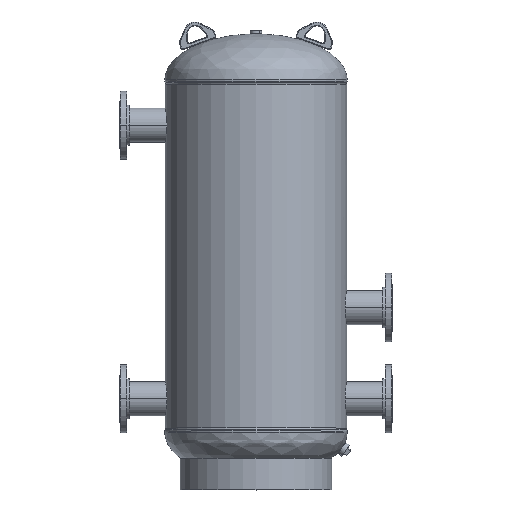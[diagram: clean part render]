
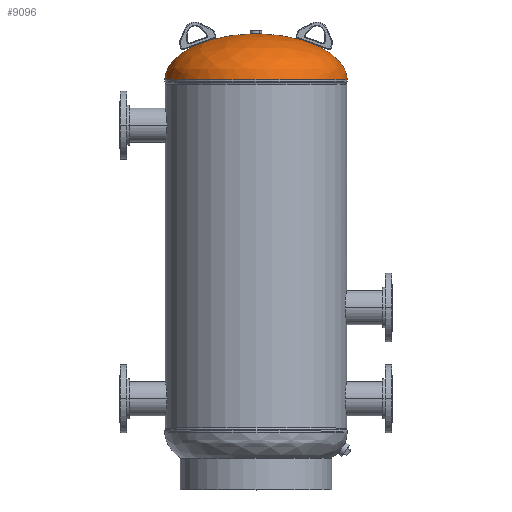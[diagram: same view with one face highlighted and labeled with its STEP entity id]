
A CAD part, top view. The second image highlights one B-rep face of the part: STEP entity #9096.
In plain terms, the highlighted free-form (B-spline) face has degree [3, 3] with [4, 4] control points.
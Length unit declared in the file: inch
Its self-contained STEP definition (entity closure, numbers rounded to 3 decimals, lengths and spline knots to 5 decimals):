
#275 = ORIENTED_EDGE ( 'NONE', *, *, #2478, .F. ) ;
#525 = CARTESIAN_POINT ( 'NONE',  ( 0.625, 6.62626, 0. ) ) ;
#625 = AXIS2_PLACEMENT_3D ( 'NONE', #2198, #7451, #4508 ) ;
#662 = CARTESIAN_POINT ( 'NONE',  ( 12., 3.97305, 0. ) ) ;
#703 = VERTEX_POINT ( 'NONE', #12831 ) ;
#728 = FACE_OUTER_BOUND ( 'NONE', #12543, .T. ) ;
#890 =( BOUNDED_SURFACE ( )  B_SPLINE_SURFACE ( 3, 3, ( 
 ( #525, #11175, #6064, #13457 ),
 ( #5992, #10266, #1587, #3747 ),
 ( #662, #3884, #2841, #7961 ),
 ( #12209, #10341, #5007, #9276 ) ),
 .UNSPECIFIED., .F., .F., .F. ) 
 B_SPLINE_SURFACE_WITH_KNOTS ( ( 4, 4 ),
 ( 4, 4 ),
 ( 0., 1. ),
 ( 0., 1. ),
 .UNSPECIFIED. ) 
 GEOMETRIC_REPRESENTATION_ITEM ( )  RATIONAL_B_SPLINE_SURFACE ( (
 ( 1., 0.333, 0.333, 1.),
 ( 0.817, 0.272, 0.272, 0.817),
 ( 0.817, 0.272, 0.272, 0.817),
 ( 1., 0.333, 0.333, 1.) ) ) 
 REPRESENTATION_ITEM ( '' )  SURFACE ( )  );
#1009 = CARTESIAN_POINT ( 'NONE',  ( 0., 0.56, 0. ) ) ;
#1249 = CARTESIAN_POINT ( 'NONE',  ( 12., 0.56, 0. ) ) ;
#1302 = CIRCLE ( 'NONE', #625, 0.625 ) ;
#1397 = CARTESIAN_POINT ( 'NONE',  ( 12., 3.97305, 0. ) ) ;
#1471 = CARTESIAN_POINT ( 'NONE',  ( 0., 6.62626, 0.625 ) ) ;
#1587 = CARTESIAN_POINT ( 'NONE',  ( -7.35823, 6.44849, 14.71646 ) ) ;
#1640 = EDGE_CURVE ( 'NONE', #7963, #703, #7514, .T. ) ;
#1680 = CARTESIAN_POINT ( 'NONE',  ( -7.35823, 6.44849, 0. ) ) ;
#2198 = CARTESIAN_POINT ( 'NONE',  ( 0., 6.62626, 0. ) ) ;
#2478 = EDGE_CURVE ( 'NONE', #7963, #3007, #5807, .T. ) ;
#2662 = CARTESIAN_POINT ( 'NONE',  ( -12., 3.97305, 0. ) ) ;
#2841 = CARTESIAN_POINT ( 'NONE',  ( -12., 3.97305, 24. ) ) ;
#3007 = VERTEX_POINT ( 'NONE', #1471 ) ;
#3029 = AXIS2_PLACEMENT_3D ( 'NONE', #1009, #5286, #11655 ) ;
#3296 = EDGE_CURVE ( 'NONE', #11049, #703, #9068, .T. ) ;
#3365 = DIRECTION ( 'NONE',  ( 0., 1., 0. ) ) ;
#3747 = CARTESIAN_POINT ( 'NONE',  ( -7.35823, 6.44849, 0. ) ) ;
#3884 = CARTESIAN_POINT ( 'NONE',  ( 12., 3.97305, 24. ) ) ;
#4508 = DIRECTION ( 'NONE',  ( 1., 0., 0. ) ) ;
#4549 = ORIENTED_EDGE ( 'NONE', *, *, #6679, .F. ) ;
#5007 = CARTESIAN_POINT ( 'NONE',  ( -12., 0.56, 24. ) ) ;
#5286 = DIRECTION ( 'NONE',  ( 0., -1., 0. ) ) ;
#5665 = CARTESIAN_POINT ( 'NONE',  ( 7.35823, 6.44849, 0. ) ) ;
#5766 = ORIENTED_EDGE ( 'NONE', *, *, #11592, .F. ) ;
#5807 = CIRCLE ( 'NONE', #12487, 0.625 ) ;
#5992 = CARTESIAN_POINT ( 'NONE',  ( 7.35823, 6.44849, 0. ) ) ;
#6064 = CARTESIAN_POINT ( 'NONE',  ( -0.625, 6.62626, 1.25 ) ) ;
#6679 = EDGE_CURVE ( 'NONE', #9226, #11049, #11804, .T. ) ;
#6798 = CARTESIAN_POINT ( 'NONE',  ( -0.625, 6.62626, 0. ) ) ;
#6933 = CARTESIAN_POINT ( 'NONE',  ( -12., 0.56, 0. ) ) ;
#7451 = DIRECTION ( 'NONE',  ( 0., 1., 0. ) ) ;
#7514 =( BOUNDED_CURVE ( )  B_SPLINE_CURVE ( 3, ( #6798, #1680, #2662, #6933 ),
 .UNSPECIFIED., .F., .F. ) 
 B_SPLINE_CURVE_WITH_KNOTS ( ( 4, 4 ),
 ( 1.6229, 3.14159 ),
 .UNSPECIFIED. ) 
 CURVE ( )  GEOMETRIC_REPRESENTATION_ITEM ( )  RATIONAL_B_SPLINE_CURVE ( ( 1., 0.817, 0.817, 1. ) ) 
 REPRESENTATION_ITEM ( '' )  );
#7650 = DIRECTION ( 'NONE',  ( 1., 0., 0. ) ) ;
#7910 = CARTESIAN_POINT ( 'NONE',  ( -0.625, 6.62626, 0. ) ) ;
#7961 = CARTESIAN_POINT ( 'NONE',  ( -12., 3.97305, 0. ) ) ;
#7963 = VERTEX_POINT ( 'NONE', #7910 ) ;
#8332 = CARTESIAN_POINT ( 'NONE',  ( 12., 0.56, 0. ) ) ;
#9068 = CIRCLE ( 'NONE', #3029, 12. ) ;
#9096 = ADVANCED_FACE ( 'NONE', ( #728 ), #890, .F. ) ;
#9226 = VERTEX_POINT ( 'NONE', #9341 ) ;
#9242 = ORIENTED_EDGE ( 'NONE', *, *, #1640, .T. ) ;
#9276 = CARTESIAN_POINT ( 'NONE',  ( -12., 0.56, 0. ) ) ;
#9341 = CARTESIAN_POINT ( 'NONE',  ( 0.625, 6.62626, 0. ) ) ;
#9740 = CARTESIAN_POINT ( 'NONE',  ( 0., 6.62626, 0. ) ) ;
#9892 = ORIENTED_EDGE ( 'NONE', *, *, #3296, .F. ) ;
#10266 = CARTESIAN_POINT ( 'NONE',  ( 7.35823, 6.44849, 14.71646 ) ) ;
#10341 = CARTESIAN_POINT ( 'NONE',  ( 12., 0.56, 24. ) ) ;
#11049 = VERTEX_POINT ( 'NONE', #8332 ) ;
#11175 = CARTESIAN_POINT ( 'NONE',  ( 0.625, 6.62626, 1.25 ) ) ;
#11592 = EDGE_CURVE ( 'NONE', #3007, #9226, #1302, .T. ) ;
#11655 = DIRECTION ( 'NONE',  ( 1., 0., 0. ) ) ;
#11804 =( BOUNDED_CURVE ( )  B_SPLINE_CURVE ( 3, ( #13125, #5665, #1397, #1249 ),
 .UNSPECIFIED., .F., .F. ) 
 B_SPLINE_CURVE_WITH_KNOTS ( ( 4, 4 ),
 ( 1.6229, 3.14159 ),
 .UNSPECIFIED. ) 
 CURVE ( )  GEOMETRIC_REPRESENTATION_ITEM ( )  RATIONAL_B_SPLINE_CURVE ( ( 1., 0.817, 0.817, 1. ) ) 
 REPRESENTATION_ITEM ( '' )  );
#12209 = CARTESIAN_POINT ( 'NONE',  ( 12., 0.56, 0. ) ) ;
#12487 = AXIS2_PLACEMENT_3D ( 'NONE', #9740, #3365, #7650 ) ;
#12543 = EDGE_LOOP ( 'NONE', ( #275, #9242, #9892, #4549, #5766 ) ) ;
#12831 = CARTESIAN_POINT ( 'NONE',  ( -12., 0.56, 0. ) ) ;
#13125 = CARTESIAN_POINT ( 'NONE',  ( 0.625, 6.62626, 0. ) ) ;
#13457 = CARTESIAN_POINT ( 'NONE',  ( -0.625, 6.62626, 0. ) ) ;
